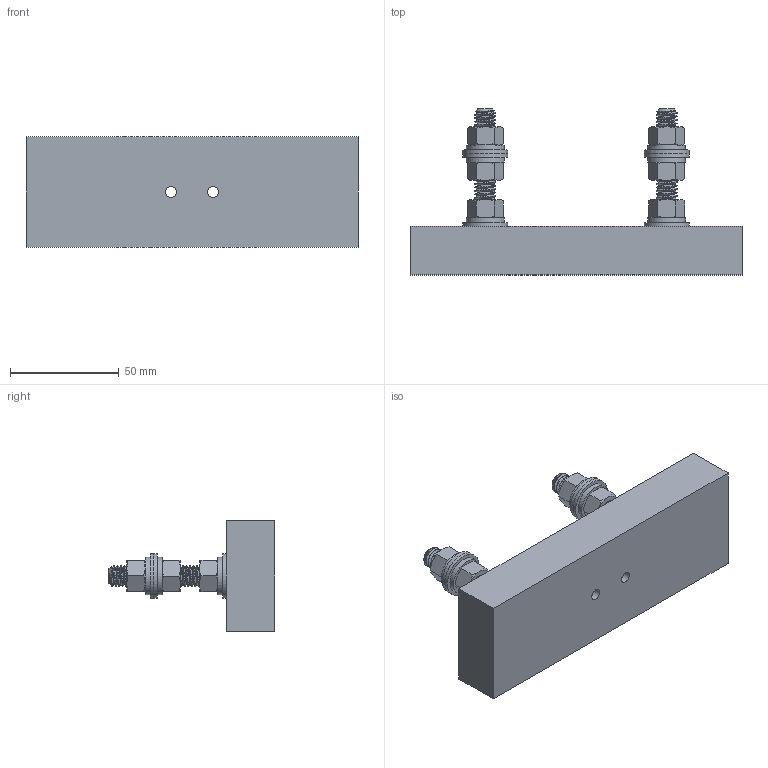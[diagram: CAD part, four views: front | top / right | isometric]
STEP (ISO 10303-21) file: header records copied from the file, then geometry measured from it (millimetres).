
FILE_DESCRIPTION (( 'STEP AP214' ), '1' );
FILE_NAME ('701327revO.STEP', '2019-07-30T11:53:11', ( '' ), ( '' ), 'SwSTEP 2.0', 'SolidWorks 2017', '' );
FILE_SCHEMA (( 'AUTOMOTIVE_DESIGN' ));
Length unit declared in the file: inch
Products named in the file (2): 701327revO
Bounding box: 152.4 x 76.2 x 50.8 mm (x, y, z)
Volume: 185263.1 mm3; surface area: 46419.9 mm2
Topology: 21 solids, 21 shells, 256 faces, 554 edges, 344 vertices
Faces by surface type: plane 98, cone 94, cylinder 46, bspline 18
Full cylindrical faces by diameter (mm): 5.105 x2, 7.938 x2, 9.525 x2, 10.312 x6, 12.7 x2, 20.625 x6
Entity records: 30893 total; most frequent: CARTESIAN_POINT 22452, ORIENTED_EDGE 976, DIRECTION 928, EDGE_CURVE 488, AXIS2_PLACEMENT_3D 416, EDGE_LOOP 322, VERTEX_POINT 320, DIMENSIONAL_EXPONENTS 275
